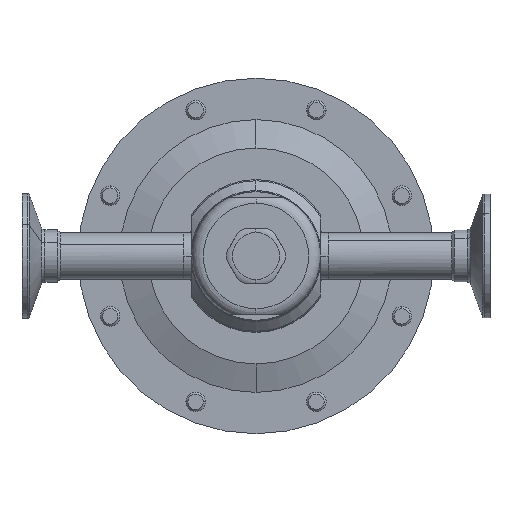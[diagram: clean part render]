
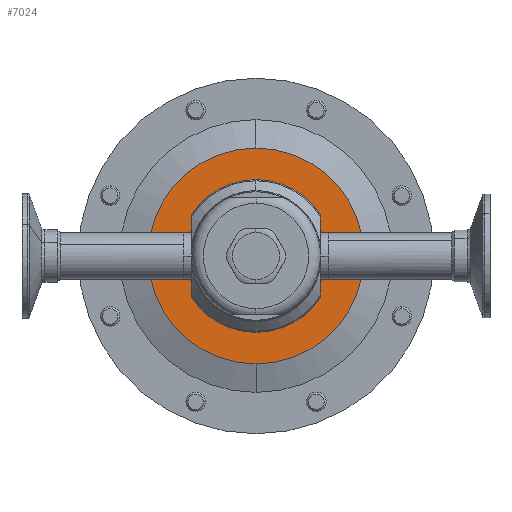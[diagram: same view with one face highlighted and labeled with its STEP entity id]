
A CAD part, front view. The second image highlights one B-rep face of the part: STEP entity #7024.
In plain terms, the highlighted planar face has unit normal (0, -1, 0).
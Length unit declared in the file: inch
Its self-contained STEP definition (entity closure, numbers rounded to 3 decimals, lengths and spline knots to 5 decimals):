
#143 = EDGE_CURVE ( 'NONE', #5860, #6070, #4594, .T. ) ;
#241 = DIRECTION ( 'NONE',  ( 0., -1., 0. ) ) ;
#428 = VERTEX_POINT ( 'NONE', #9252 ) ;
#806 = CARTESIAN_POINT ( 'NONE',  ( 0., -0.286, 0. ) ) ;
#1412 = DIRECTION ( 'NONE',  ( 0., -1., 0. ) ) ;
#1649 = CIRCLE ( 'NONE', #5148, 1.73079 ) ;
#1729 = CARTESIAN_POINT ( 'NONE',  ( 0., -0.286, 1.73079 ) ) ;
#2034 = CIRCLE ( 'NONE', #3086, 1.12 ) ;
#2206 = CARTESIAN_POINT ( 'NONE',  ( 0., -0.286, -1.73079 ) ) ;
#3086 = AXIS2_PLACEMENT_3D ( 'NONE', #7941, #1412, #9846 ) ;
#3110 = ORIENTED_EDGE ( 'NONE', *, *, #12058, .F. ) ;
#3154 = ORIENTED_EDGE ( 'NONE', *, *, #143, .T. ) ;
#3167 = CARTESIAN_POINT ( 'NONE',  ( 0., -0.286, 0. ) ) ;
#3257 = CARTESIAN_POINT ( 'NONE',  ( 0., -0.286, 1.12 ) ) ;
#3703 = EDGE_LOOP ( 'NONE', ( #3110, #4962 ) ) ;
#4594 = CIRCLE ( 'NONE', #5316, 1.73079 ) ;
#4911 = DIRECTION ( 'NONE',  ( 0., 0., 1. ) ) ;
#4962 = ORIENTED_EDGE ( 'NONE', *, *, #6371, .F. ) ;
#5148 = AXIS2_PLACEMENT_3D ( 'NONE', #3167, #241, #9775 ) ;
#5316 = AXIS2_PLACEMENT_3D ( 'NONE', #9496, #7513, #9417 ) ;
#5626 = VERTEX_POINT ( 'NONE', #3257 ) ;
#5860 = VERTEX_POINT ( 'NONE', #1729 ) ;
#5863 = FACE_OUTER_BOUND ( 'NONE', #10114, .T. ) ;
#6070 = VERTEX_POINT ( 'NONE', #2206 ) ;
#6139 = ORIENTED_EDGE ( 'NONE', *, *, #9452, .T. ) ;
#6371 = EDGE_CURVE ( 'NONE', #5626, #428, #11603, .T. ) ;
#6579 = DIRECTION ( 'NONE',  ( 0., 0., 1. ) ) ;
#7024 = ADVANCED_FACE ( 'NONE', ( #7676, #5863 ), #9467, .F. ) ;
#7513 = DIRECTION ( 'NONE',  ( 0., -1., 0. ) ) ;
#7676 = FACE_BOUND ( 'NONE', #3703, .T. ) ;
#7773 = AXIS2_PLACEMENT_3D ( 'NONE', #806, #12303, #6579 ) ;
#7941 = CARTESIAN_POINT ( 'NONE',  ( 0., -0.286, 0. ) ) ;
#8951 = AXIS2_PLACEMENT_3D ( 'NONE', #9540, #10629, #4911 ) ;
#9252 = CARTESIAN_POINT ( 'NONE',  ( 0., -0.286, -1.12 ) ) ;
#9417 = DIRECTION ( 'NONE',  ( 0., 0., 1. ) ) ;
#9452 = EDGE_CURVE ( 'NONE', #6070, #5860, #1649, .T. ) ;
#9467 = PLANE ( 'NONE',  #8951 ) ;
#9496 = CARTESIAN_POINT ( 'NONE',  ( 0., -0.286, 0. ) ) ;
#9540 = CARTESIAN_POINT ( 'NONE',  ( 0., -0.286, 0. ) ) ;
#9775 = DIRECTION ( 'NONE',  ( 0., 0., 1. ) ) ;
#9846 = DIRECTION ( 'NONE',  ( 0., 0., 1. ) ) ;
#10114 = EDGE_LOOP ( 'NONE', ( #3154, #6139 ) ) ;
#10629 = DIRECTION ( 'NONE',  ( 0., 1., 0. ) ) ;
#11603 = CIRCLE ( 'NONE', #7773, 1.12 ) ;
#12058 = EDGE_CURVE ( 'NONE', #428, #5626, #2034, .T. ) ;
#12303 = DIRECTION ( 'NONE',  ( 0., -1., 0. ) ) ;
